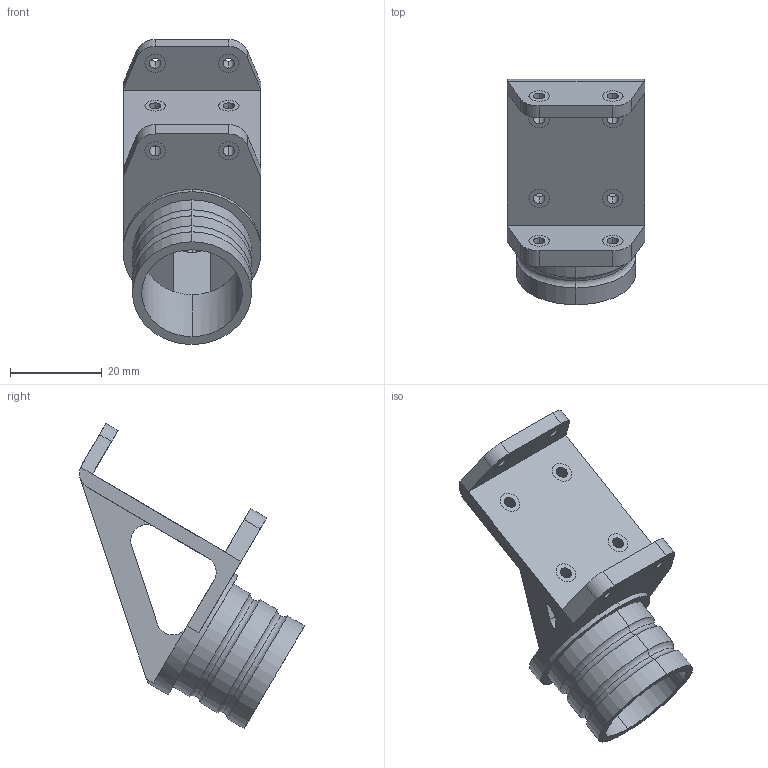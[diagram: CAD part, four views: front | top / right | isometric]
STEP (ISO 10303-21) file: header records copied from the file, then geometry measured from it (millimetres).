
FILE_DESCRIPTION (( 'STEP AP214' ), '1' );
FILE_NAME ('J3_Mount.STEP', '2023-11-23T05:49:05', ( '' ), ( '' ), 'SwSTEP 2.0', 'SolidWorks 2022', '' );
FILE_SCHEMA (( 'AUTOMOTIVE_DESIGN' ));
Length unit declared in the file: millimetre
Products named in the file (1): J3_Mount
Bounding box: 30 x 48.95 x 66.32 mm (x, y, z)
Volume: 12904.5 mm3; surface area: 9608.2 mm2
Topology: 1 solids, 1 shells, 84 faces, 215 edges, 147 vertices
Faces by surface type: cylinder 38, plane 38, torus 8
Entity records: 2705 total; most frequent: DIRECTION 505, CARTESIAN_POINT 459, ORIENTED_EDGE 430, EDGE_CURVE 215, AXIS2_PLACEMENT_3D 209, VERTEX_POINT 147, CIRCLE 124, EDGE_LOOP 118
